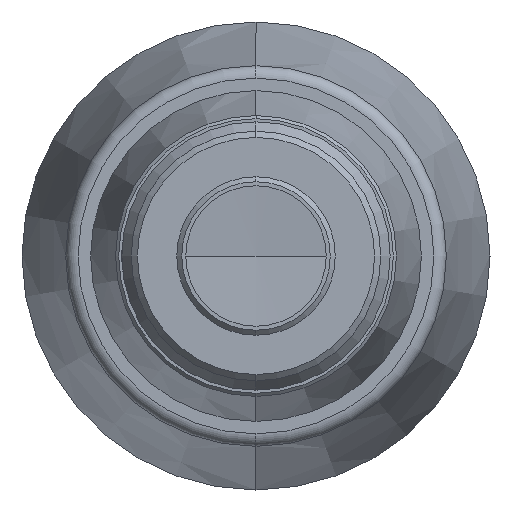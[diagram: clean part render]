
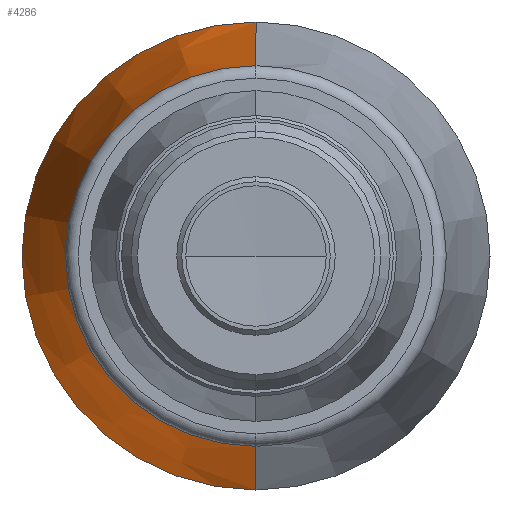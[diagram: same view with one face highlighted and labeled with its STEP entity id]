
A CAD part, left-side view. The second image highlights one B-rep face of the part: STEP entity #4286.
In plain terms, the highlighted conical face has half-angle 10.591 degrees and reference radius 37.5 mm.
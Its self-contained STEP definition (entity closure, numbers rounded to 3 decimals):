
#10 = FACE_OUTER_BOUND ( 'NONE', #4778, .T. ) ;
#73 = CARTESIAN_POINT ( 'NONE',  ( 156.664, 0., -37.5 ) ) ;
#322 = DIRECTION ( 'NONE',  ( -1., 0., 0. ) ) ;
#424 = DIRECTION ( 'NONE',  ( 0.983, 0., 0.184 ) ) ;
#482 = CARTESIAN_POINT ( 'NONE',  ( 156.664, 0., 0. ) ) ;
#619 = CARTESIAN_POINT ( 'NONE',  ( 119.228, 0., 30.5 ) ) ;
#634 = ORIENTED_EDGE ( 'NONE', *, *, #801, .F. ) ;
#801 = EDGE_CURVE ( 'NONE', #1059, #1372, #3997, .T. ) ;
#1057 = LINE ( 'NONE', #73, #5214 ) ;
#1059 = VERTEX_POINT ( 'NONE', #619 ) ;
#1100 = CARTESIAN_POINT ( 'NONE',  ( 156.664, 0., -37.5 ) ) ;
#1178 = DIRECTION ( 'NONE',  ( -1., 0., 0. ) ) ;
#1289 = DIRECTION ( 'NONE',  ( 0.983, 0., -0.184 ) ) ;
#1372 = VERTEX_POINT ( 'NONE', #3641 ) ;
#1460 = CIRCLE ( 'NONE', #3336, 37.5 ) ;
#1733 = EDGE_CURVE ( 'NONE', #1059, #4238, #3731, .T. ) ;
#2120 = DIRECTION ( 'NONE',  ( 0., 0., -1. ) ) ;
#2732 = AXIS2_PLACEMENT_3D ( 'NONE', #482, #3718, #2120 ) ;
#2761 = CARTESIAN_POINT ( 'NONE',  ( 156.664, 0., 0. ) ) ;
#2836 = CARTESIAN_POINT ( 'NONE',  ( 156.664, 0., 37.5 ) ) ;
#3140 = EDGE_CURVE ( 'NONE', #1372, #4603, #1057, .T. ) ;
#3148 = DIRECTION ( 'NONE',  ( 0., 0., 1. ) ) ;
#3230 = ORIENTED_EDGE ( 'NONE', *, *, #3140, .F. ) ;
#3336 = AXIS2_PLACEMENT_3D ( 'NONE', #2761, #322, #3148 ) ;
#3366 = ORIENTED_EDGE ( 'NONE', *, *, #4593, .T. ) ;
#3612 = CARTESIAN_POINT ( 'NONE',  ( 119.228, 0., 0. ) ) ;
#3641 = CARTESIAN_POINT ( 'NONE',  ( 119.228, 0., -30.5 ) ) ;
#3697 = CONICAL_SURFACE ( 'NONE', #2732, 37.5, 0.185 ) ;
#3718 = DIRECTION ( 'NONE',  ( 1., 0., 0. ) ) ;
#3731 = LINE ( 'NONE', #4849, #4658 ) ;
#3778 = AXIS2_PLACEMENT_3D ( 'NONE', #3612, #1178, #4008 ) ;
#3997 = CIRCLE ( 'NONE', #3778, 30.5 ) ;
#4008 = DIRECTION ( 'NONE',  ( 0., 0., 1. ) ) ;
#4238 = VERTEX_POINT ( 'NONE', #2836 ) ;
#4286 = ADVANCED_FACE ( 'NONE', ( #10 ), #3697, .T. ) ;
#4593 = EDGE_CURVE ( 'NONE', #4238, #4603, #1460, .T. ) ;
#4603 = VERTEX_POINT ( 'NONE', #1100 ) ;
#4658 = VECTOR ( 'NONE', #424, 1000. ) ;
#4778 = EDGE_LOOP ( 'NONE', ( #634, #5113, #3366, #3230 ) ) ;
#4849 = CARTESIAN_POINT ( 'NONE',  ( 156.664, 0., 37.5 ) ) ;
#5113 = ORIENTED_EDGE ( 'NONE', *, *, #1733, .T. ) ;
#5214 = VECTOR ( 'NONE', #1289, 1000. ) ;
